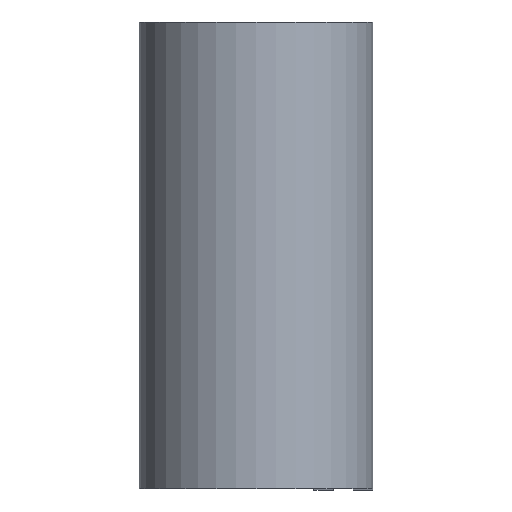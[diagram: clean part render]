
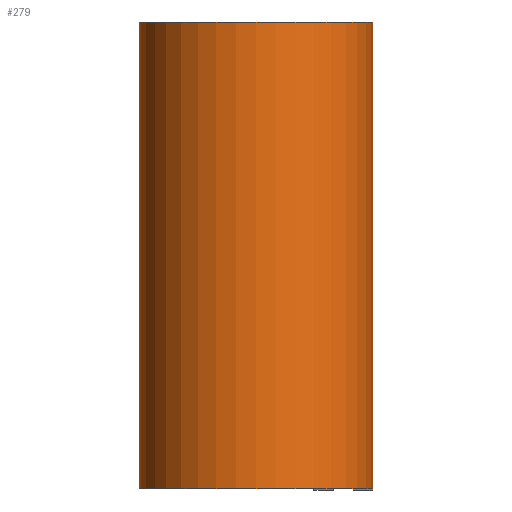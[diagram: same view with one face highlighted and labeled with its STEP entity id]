
A CAD part, top view. The second image highlights one B-rep face of the part: STEP entity #279.
In plain terms, the highlighted cylindrical face has radius 4.775 mm (diameter 9.55 mm), a partial arc.
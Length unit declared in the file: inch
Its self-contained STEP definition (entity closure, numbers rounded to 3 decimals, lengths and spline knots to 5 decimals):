
#16 = AXIS2_PLACEMENT_3D ( 'NONE', #349, #384, #313 ) ;
#24 = CARTESIAN_POINT ( 'NONE',  ( 0.188, -0.375, 0. ) ) ;
#27 = EDGE_CURVE ( 'NONE', #457, #125, #555, .T. ) ;
#35 = EDGE_CURVE ( 'NONE', #733, #125, #536, .T. ) ;
#69 = DIRECTION ( 'NONE',  ( 0., 0., -1. ) ) ;
#125 = VERTEX_POINT ( 'NONE', #24 ) ;
#209 = EDGE_CURVE ( 'NONE', #481, #457, #321, .T. ) ;
#226 = EDGE_CURVE ( 'NONE', #481, #733, #255, .T. ) ;
#254 = CARTESIAN_POINT ( 'NONE',  ( 0., 0.375, -0.188 ) ) ;
#255 = LINE ( 'NONE', #271, #628 ) ;
#264 = AXIS2_PLACEMENT_3D ( 'NONE', #275, #303, #69 ) ;
#271 = CARTESIAN_POINT ( 'NONE',  ( 0., 0.375, -0.188 ) ) ;
#275 = CARTESIAN_POINT ( 'NONE',  ( 0., 0.375, 0. ) ) ;
#279 = ADVANCED_FACE ( 'NONE', ( #353 ), #410, .T. ) ;
#303 = DIRECTION ( 'NONE',  ( 0., -1., 0. ) ) ;
#313 = DIRECTION ( 'NONE',  ( 1., 0., 0. ) ) ;
#321 = CIRCLE ( 'NONE', #631, 0.188 ) ;
#332 = ORIENTED_EDGE ( 'NONE', *, *, #35, .T. ) ;
#349 = CARTESIAN_POINT ( 'NONE',  ( 0., -0.375, 0. ) ) ;
#353 = FACE_OUTER_BOUND ( 'NONE', #726, .T. ) ;
#384 = DIRECTION ( 'NONE',  ( 0., 1., 0. ) ) ;
#387 = DIRECTION ( 'NONE',  ( 0., -1., 0. ) ) ;
#410 = CYLINDRICAL_SURFACE ( 'NONE', #264, 0.188 ) ;
#439 = DIRECTION ( 'NONE',  ( 0., 1., 0. ) ) ;
#457 = VERTEX_POINT ( 'NONE', #535 ) ;
#478 = CARTESIAN_POINT ( 'NONE',  ( 0., -0.375, -0.188 ) ) ;
#481 = VERTEX_POINT ( 'NONE', #254 ) ;
#505 = ORIENTED_EDGE ( 'NONE', *, *, #27, .F. ) ;
#508 = DIRECTION ( 'NONE',  ( 1., 0., 0. ) ) ;
#512 = DIRECTION ( 'NONE',  ( 0., -1., 0. ) ) ;
#535 = CARTESIAN_POINT ( 'NONE',  ( 0.188, 0.375, 0. ) ) ;
#536 = CIRCLE ( 'NONE', #16, 0.188 ) ;
#543 = VECTOR ( 'NONE', #387, 39.37008 ) ;
#555 = LINE ( 'NONE', #596, #543 ) ;
#588 = CARTESIAN_POINT ( 'NONE',  ( 0., 0.375, 0. ) ) ;
#596 = CARTESIAN_POINT ( 'NONE',  ( 0.188, 0.375, 0. ) ) ;
#628 = VECTOR ( 'NONE', #512, 39.37008 ) ;
#631 = AXIS2_PLACEMENT_3D ( 'NONE', #588, #439, #508 ) ;
#636 = ORIENTED_EDGE ( 'NONE', *, *, #226, .T. ) ;
#655 = ORIENTED_EDGE ( 'NONE', *, *, #209, .F. ) ;
#726 = EDGE_LOOP ( 'NONE', ( #332, #505, #655, #636 ) ) ;
#733 = VERTEX_POINT ( 'NONE', #478 ) ;
